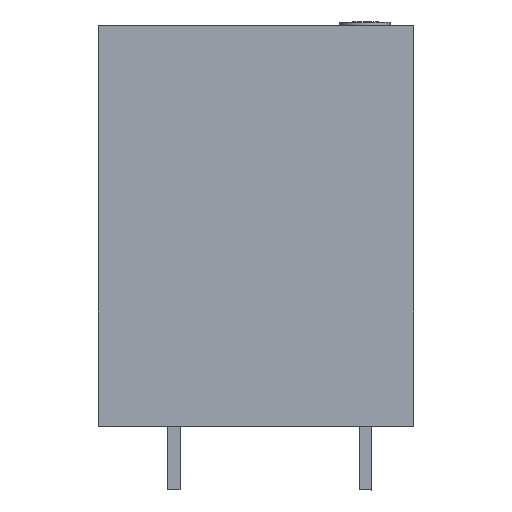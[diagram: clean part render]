
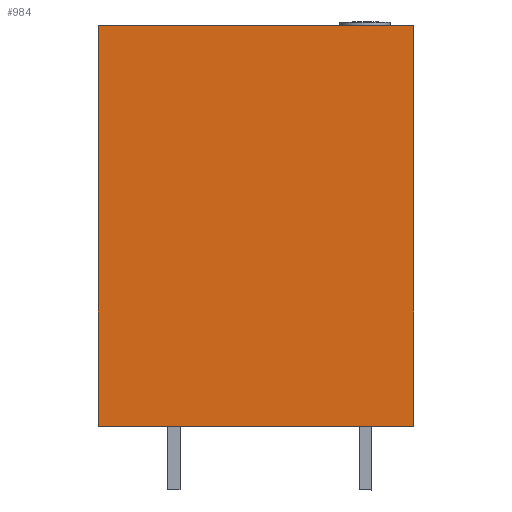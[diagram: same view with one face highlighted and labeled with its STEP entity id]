
A CAD part, left-side view. The second image highlights one B-rep face of the part: STEP entity #984.
In plain terms, the highlighted planar face has unit normal (-1, 0, 0).
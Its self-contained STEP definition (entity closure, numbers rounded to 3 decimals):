
#957=AXIS2_PLACEMENT_3D('Plane Axis2P3D',#954,#955,#956) ;
#224=CARTESIAN_POINT('Line Origine',(0.,12.35,36.3)) ;
#228=CARTESIAN_POINT('Vertex',(0.,0.,36.3)) ;
#230=CARTESIAN_POINT('Vertex',(0.,24.7,36.3)) ;
#954=CARTESIAN_POINT('Axis2P3D Location',(0.,24.7,0.)) ;
#959=CARTESIAN_POINT('Line Origine',(0.,24.7,20.65)) ;
#963=CARTESIAN_POINT('Vertex',(0.,24.7,5.)) ;
#966=CARTESIAN_POINT('Line Origine',(0.,12.35,5.)) ;
#970=CARTESIAN_POINT('Vertex',(0.,0.,5.)) ;
#973=CARTESIAN_POINT('Line Origine',(0.,0.,20.65)) ;
#225=DIRECTION('Vector Direction',(0.,-1.,0.)) ;
#955=DIRECTION('Axis2P3D Direction',(-1.,0.,0.)) ;
#956=DIRECTION('Axis2P3D XDirection',(0.,-1.,0.)) ;
#960=DIRECTION('Vector Direction',(0.,0.,-1.)) ;
#967=DIRECTION('Vector Direction',(0.,-1.,0.)) ;
#974=DIRECTION('Vector Direction',(0.,0.,1.)) ;
#226=VECTOR('Line Direction',#225,1.) ;
#961=VECTOR('Line Direction',#960,1.) ;
#968=VECTOR('Line Direction',#967,1.) ;
#975=VECTOR('Line Direction',#974,1.) ;
#979=ORIENTED_EDGE('',*,*,#232,.T.) ;
#980=ORIENTED_EDGE('',*,*,#965,.T.) ;
#981=ORIENTED_EDGE('',*,*,#972,.T.) ;
#982=ORIENTED_EDGE('',*,*,#977,.T.) ;
#984=ADVANCED_FACE('HOUSING',(#983),#958,.T.) ;
#232=EDGE_CURVE('',#229,#231,#227,.F.) ;
#965=EDGE_CURVE('',#231,#964,#962,.T.) ;
#972=EDGE_CURVE('',#964,#971,#969,.T.) ;
#977=EDGE_CURVE('',#971,#229,#976,.T.) ;
#978=EDGE_LOOP('',(#979,#980,#981,#982)) ;
#983=FACE_OUTER_BOUND('',#978,.T.) ;
#227=LINE('Line',#224,#226) ;
#962=LINE('Line',#959,#961) ;
#969=LINE('Line',#966,#968) ;
#976=LINE('Line',#973,#975) ;
#958=PLANE('',#957) ;
#229=VERTEX_POINT('',#228) ;
#231=VERTEX_POINT('',#230) ;
#964=VERTEX_POINT('',#963) ;
#971=VERTEX_POINT('',#970) ;
